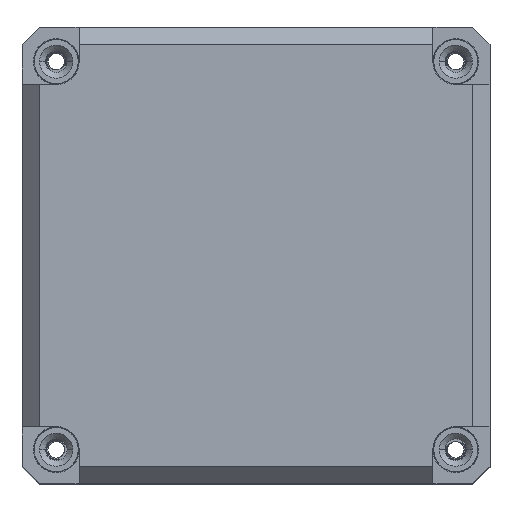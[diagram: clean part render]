
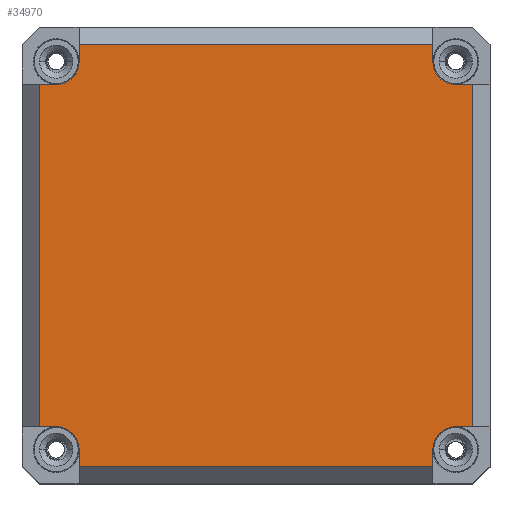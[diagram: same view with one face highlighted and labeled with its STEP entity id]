
A CAD part, top view. The second image highlights one B-rep face of the part: STEP entity #34970.
In plain terms, the highlighted planar face has unit normal (0, 0, 1).
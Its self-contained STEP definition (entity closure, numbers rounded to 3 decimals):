
#29878=DIRECTION('',(0.,1.,0.));
#29879=VECTOR('',#29878,59.948);
#29880=CARTESIAN_POINT('',(38.,-29.974,15.));
#29881=LINE('',#29880,#29879);
#29886=DIRECTION('',(0.,1.,0.));
#29887=VECTOR('',#29886,3.);
#29888=CARTESIAN_POINT('',(-30.974,-37.,15.));
#29889=LINE('',#29888,#29887);
#29890=CARTESIAN_POINT('',(-35.,-34.,15.));
#29891=DIRECTION('',(0.,0.,1.));
#29892=DIRECTION('',(1.,0.,0.));
#29893=AXIS2_PLACEMENT_3D('',#29890,#29891,#29892);
#29895=DIRECTION('',(1.,0.,0.));
#29896=VECTOR('',#29895,3.);
#29897=CARTESIAN_POINT('',(-38.,-29.974,15.));
#29898=LINE('',#29897,#29896);
#29899=DIRECTION('',(1.,0.,0.));
#29900=VECTOR('',#29899,3.);
#29901=CARTESIAN_POINT('',(-38.,29.974,15.));
#29902=LINE('',#29901,#29900);
#29903=CARTESIAN_POINT('',(-35.,34.,15.));
#29904=DIRECTION('',(0.,0.,1.));
#29905=DIRECTION('',(0.,-1.,0.));
#29906=AXIS2_PLACEMENT_3D('',#29903,#29904,#29905);
#29908=DIRECTION('',(0.,-1.,0.));
#29909=VECTOR('',#29908,3.);
#29910=CARTESIAN_POINT('',(-30.974,37.,15.));
#29911=LINE('',#29910,#29909);
#29912=DIRECTION('',(1.,0.,0.));
#29913=VECTOR('',#29912,61.948);
#29914=CARTESIAN_POINT('',(-30.974,37.,15.));
#29915=LINE('',#29914,#29913);
#29916=DIRECTION('',(0.,-1.,0.));
#29917=VECTOR('',#29916,3.);
#29918=CARTESIAN_POINT('',(30.974,37.,15.));
#29919=LINE('',#29918,#29917);
#29920=CARTESIAN_POINT('',(35.,34.,15.));
#29921=DIRECTION('',(0.,0.,1.));
#29922=DIRECTION('',(-1.,0.,0.));
#29923=AXIS2_PLACEMENT_3D('',#29920,#29921,#29922);
#29925=DIRECTION('',(-1.,0.,0.));
#29926=VECTOR('',#29925,3.);
#29927=CARTESIAN_POINT('',(38.,29.974,15.));
#29928=LINE('',#29927,#29926);
#29929=DIRECTION('',(-1.,0.,0.));
#29930=VECTOR('',#29929,3.);
#29931=CARTESIAN_POINT('',(38.,-29.974,15.));
#29932=LINE('',#29931,#29930);
#29933=CARTESIAN_POINT('',(35.,-34.,15.));
#29934=DIRECTION('',(0.,0.,1.));
#29935=DIRECTION('',(0.,1.,0.));
#29936=AXIS2_PLACEMENT_3D('',#29933,#29934,#29935);
#29938=DIRECTION('',(0.,1.,0.));
#29939=VECTOR('',#29938,3.);
#29940=CARTESIAN_POINT('',(30.974,-37.,15.));
#29941=LINE('',#29940,#29939);
#29946=DIRECTION('',(1.,0.,0.));
#29947=VECTOR('',#29946,61.948);
#29948=CARTESIAN_POINT('',(-30.974,-37.,15.));
#29949=LINE('',#29948,#29947);
#29996=DIRECTION('',(0.,-1.,0.));
#29997=VECTOR('',#29996,59.948);
#29998=CARTESIAN_POINT('',(-38.,29.974,15.));
#29999=LINE('',#29998,#29997);
#33338=CARTESIAN_POINT('',(30.974,37.,15.));
#33339=CARTESIAN_POINT('',(30.974,34.,15.));
#33340=VERTEX_POINT('',#33338);
#33341=VERTEX_POINT('',#33339);
#33342=CARTESIAN_POINT('',(35.,29.974,15.));
#33343=VERTEX_POINT('',#33342);
#33344=CARTESIAN_POINT('',(38.,29.974,15.));
#33345=VERTEX_POINT('',#33344);
#33346=CARTESIAN_POINT('',(-35.,29.974,15.));
#33347=CARTESIAN_POINT('',(-30.974,34.,15.));
#33348=VERTEX_POINT('',#33346);
#33349=VERTEX_POINT('',#33347);
#33350=CARTESIAN_POINT('',(-30.974,37.,15.));
#33351=VERTEX_POINT('',#33350);
#33352=CARTESIAN_POINT('',(-38.,29.974,15.));
#33353=VERTEX_POINT('',#33352);
#33354=CARTESIAN_POINT('',(38.,-29.974,15.));
#33355=CARTESIAN_POINT('',(35.,-29.974,15.));
#33356=VERTEX_POINT('',#33354);
#33357=VERTEX_POINT('',#33355);
#33358=CARTESIAN_POINT('',(30.974,-34.,15.));
#33359=VERTEX_POINT('',#33358);
#33360=CARTESIAN_POINT('',(30.974,-37.,15.));
#33361=VERTEX_POINT('',#33360);
#33362=CARTESIAN_POINT('',(-38.,-29.974,15.));
#33363=CARTESIAN_POINT('',(-35.,-29.974,15.));
#33364=VERTEX_POINT('',#33362);
#33365=VERTEX_POINT('',#33363);
#33366=CARTESIAN_POINT('',(-30.974,-37.,15.));
#33367=CARTESIAN_POINT('',(-30.974,-34.,15.));
#33368=VERTEX_POINT('',#33366);
#33369=VERTEX_POINT('',#33367);
#34937=CARTESIAN_POINT('',(0.,0.,15.));
#34938=DIRECTION('',(0.,0.,1.));
#34939=DIRECTION('',(1.,0.,0.));
#34940=AXIS2_PLACEMENT_3D('',#34937,#34938,#34939);
#34941=PLANE('',#34940);
#34943=ORIENTED_EDGE('',*,*,#34942,.F.);
#34945=ORIENTED_EDGE('',*,*,#34944,.T.);
#34946=ORIENTED_EDGE('',*,*,#34654,.T.);
#34948=ORIENTED_EDGE('',*,*,#34947,.F.);
#34950=ORIENTED_EDGE('',*,*,#34949,.F.);
#34952=ORIENTED_EDGE('',*,*,#34951,.T.);
#34953=ORIENTED_EDGE('',*,*,#34799,.T.);
#34954=ORIENTED_EDGE('',*,*,#34842,.F.);
#34955=ORIENTED_EDGE('',*,*,#34857,.T.);
#34957=ORIENTED_EDGE('',*,*,#34956,.T.);
#34959=ORIENTED_EDGE('',*,*,#34958,.T.);
#34960=ORIENTED_EDGE('',*,*,#34930,.F.);
#34961=ORIENTED_EDGE('',*,*,#34918,.F.);
#34963=ORIENTED_EDGE('',*,*,#34962,.T.);
#34965=ORIENTED_EDGE('',*,*,#34964,.T.);
#34967=ORIENTED_EDGE('',*,*,#34966,.F.);
#34968=EDGE_LOOP('',(#34943,#34945,#34946,#34948,#34950,#34952,#34953,#34954,
#34955,#34957,#34959,#34960,#34961,#34963,#34965,#34967));
#34969=FACE_OUTER_BOUND('',#34968,.F.);
#34970=ADVANCED_FACE('',(#34969),#34941,.T.);
#29894=CIRCLE('',#29893,4.026);
#29907=CIRCLE('',#29906,4.026);
#29924=CIRCLE('',#29923,4.026);
#29937=CIRCLE('',#29936,4.026);
#34654=EDGE_CURVE('',#33369,#33365,#29894,.T.);
#34799=EDGE_CURVE('',#33348,#33349,#29907,.T.);
#34842=EDGE_CURVE('',#33351,#33349,#29911,.T.);
#34857=EDGE_CURVE('',#33351,#33340,#29915,.T.);
#34918=EDGE_CURVE('',#33356,#33345,#29881,.T.);
#34930=EDGE_CURVE('',#33345,#33343,#29928,.T.);
#34942=EDGE_CURVE('',#33368,#33361,#29949,.T.);
#34944=EDGE_CURVE('',#33368,#33369,#29889,.T.);
#34947=EDGE_CURVE('',#33364,#33365,#29898,.T.);
#34949=EDGE_CURVE('',#33353,#33364,#29999,.T.);
#34951=EDGE_CURVE('',#33353,#33348,#29902,.T.);
#34956=EDGE_CURVE('',#33340,#33341,#29919,.T.);
#34958=EDGE_CURVE('',#33341,#33343,#29924,.T.);
#34962=EDGE_CURVE('',#33356,#33357,#29932,.T.);
#34964=EDGE_CURVE('',#33357,#33359,#29937,.T.);
#34966=EDGE_CURVE('',#33361,#33359,#29941,.T.);
